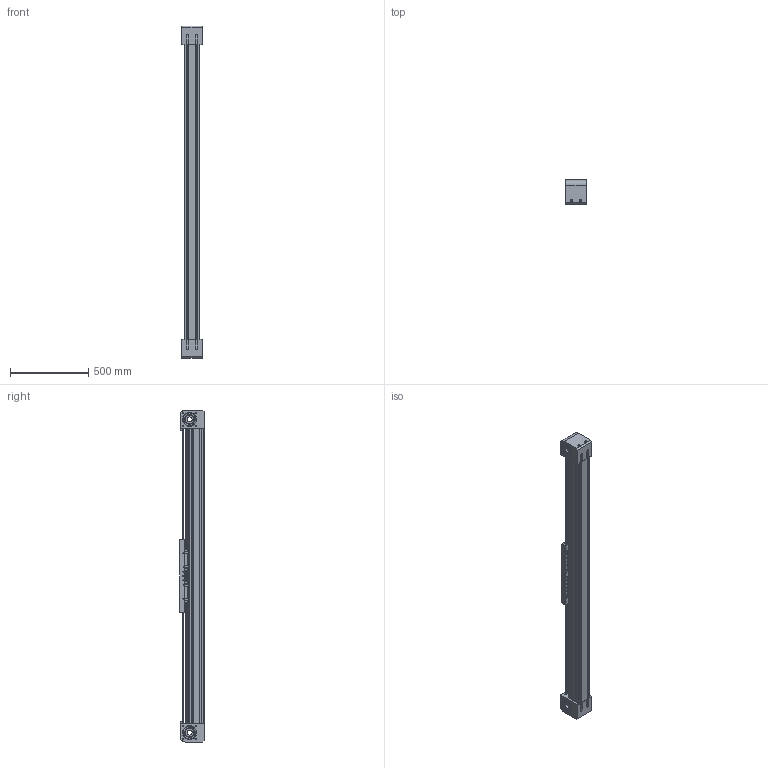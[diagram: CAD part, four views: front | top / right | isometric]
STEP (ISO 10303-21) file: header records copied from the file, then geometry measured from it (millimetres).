
FILE_DESCRIPTION (( 'STEP AP214' ), '1' );
FILE_NAME ('BLM100-1400.STEP', '2023-03-14T09:22:05', ( '' ), ( '' ), 'SwSTEP 2.0', 'SolidWorks 2023', '' );
FILE_SCHEMA (( 'AUTOMOTIVE_DESIGN' ));
Length unit declared in the file: millimetre
Products named in the file (1): BLM100-1400
Bounding box: 130 x 159 x 2120 mm (x, y, z)
Volume: 23533943 mm3; surface area: 2677499.2 mm2
Topology: 49 solids, 57 shells, 4584 faces, 12740 edges, 8325 vertices
Faces by surface type: plane 2428, cylinder 1808, torus 168, sphere 100, cone 56, bspline 24
Entity records: 203524 total; most frequent: CARTESIAN_POINT 32378, DIRECTION 25685, ORIENTED_EDGE 24984, EDGE_CURVE 12492, AXIS2_PLACEMENT_3D 8870, VERTEX_POINT 8189, LINE 7945, VECTOR 7945
